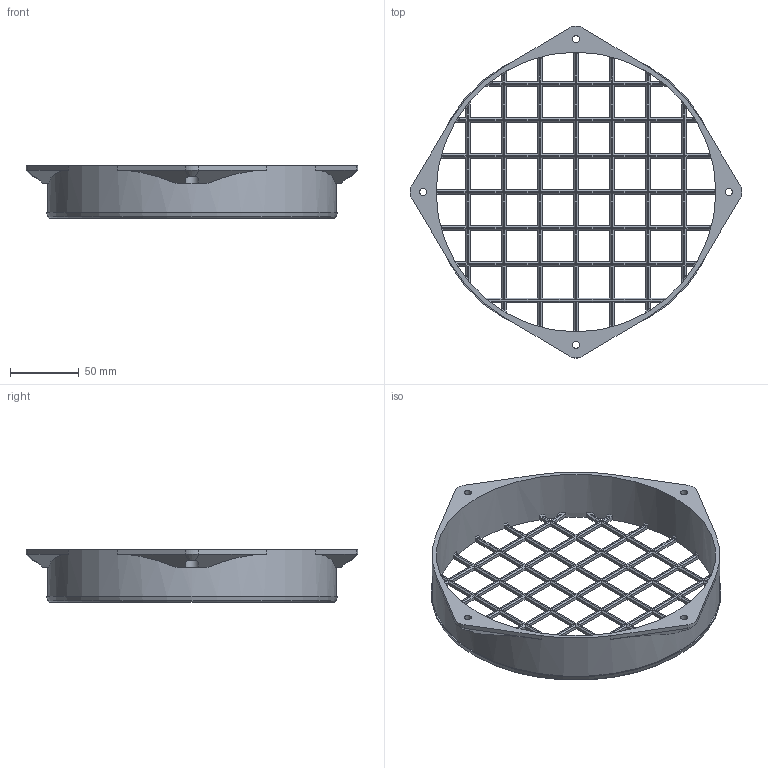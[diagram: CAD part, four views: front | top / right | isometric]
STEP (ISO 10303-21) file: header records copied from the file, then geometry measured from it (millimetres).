
FILE_DESCRIPTION(/* description */ ('','CAx-IF Rec.Pracs.---Representation and Presentation of Product Manufacturing Information (PMI)---4.0---2014-10-13'),/* implementation_level */ '2;1');
FILE_NAME(/* name */ '8-in Vent Grill Cover v1.step',/* time_stamp */ '2025-03-03T00:40:13-08:00',/* author */ (''),/* organization */ (''),/* preprocessor_version */ 'ST-DEVELOPER v20',/* originating_system */ 'Autodesk Translation Framework v13.20.0.188',/* authorisation */ '');
FILE_SCHEMA (('AP242_MANAGED_MODEL_BASED_3D_ENGINEERING_MIM_LF { 1 0 10303 442 1 1 4 }'));
Length unit declared in the file: inch
Products named in the file (1): 8-in Vent Grill Cover
Bounding box: 241.24 x 241.24 x 38.1 mm (x, y, z)
Volume: 116938.6 mm3; surface area: 83930.9 mm2
Topology: 1 solids, 1 shells, 492 faces, 1407 edges, 891 vertices
Faces by surface type: plane 444, cone 34, cylinder 14
Full cylindrical faces by diameter (mm): 5.08 x4, 9.525 x4, 203.2 x1, 209.55 x1
Entity records: 15809 total; most frequent: CARTESIAN_POINT 3095, ORIENTED_EDGE 2814, DIRECTION 2388, EDGE_CURVE 1407, LINE 1108, VECTOR 1108, VERTEX_POINT 891, AXIS2_PLACEMENT_3D 640
